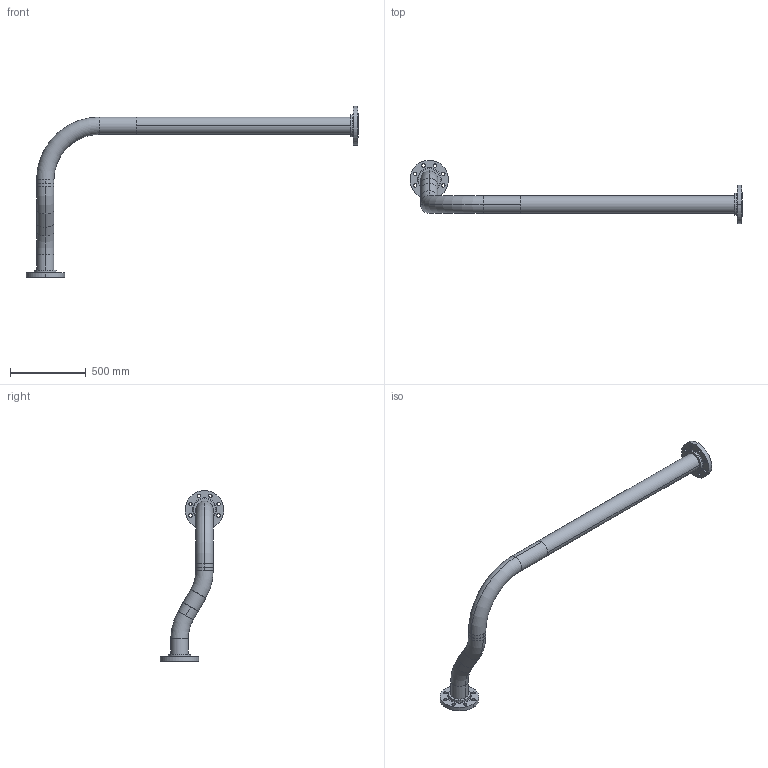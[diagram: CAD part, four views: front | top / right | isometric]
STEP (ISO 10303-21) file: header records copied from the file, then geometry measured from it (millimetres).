
FILE_DESCRIPTION (( 'STEP AP203' ), '1' );
FILE_NAME ('13-2919-3_REV_.step', '2026-01-19T23:25:13', ( '' ), ( '' ), 'SwSTEP 2.0', 'SolidWorks 2025', '' );
FILE_SCHEMA (( 'CONFIG_CONTROL_DESIGN' ));
Length unit declared in the file: millimetre
Products named in the file (7): 13-2919-3_REV_; J003435-67_Default<As Machined>; J003435-67-10_Default<As Machined>; J003435-67-15_Default<As Machined>; OEM-100-300-SO-316L; 13-2919-3-2_Default<As Machined>
Assembly tree (7 placements, depth 2):
  13-2919-3_REV_
    13-2919-3-2_Default<As Machined>
    J003435-67_Default<As Machined>
    OEM-100-300-SO-316L  x2
    J003435-67-15_Default<As Machined>
    J003435-67-10_Default<As Machined>
    J003435-67-10_Default<As Machined>
Bounding box: 2187 x 419 x 1127 mm (x, y, z)
Volume: 11368073.9 mm3; surface area: 3292688.4 mm2
Topology: 7 solids, 7 shells, 138 faces, 324 edges, 204 vertices
Faces by surface type: cylinder 92, torus 28, plane 18
Entity records: 3949 total; most frequent: DIRECTION 664, CARTESIAN_POINT 520, ORIENTED_EDGE 496, AXIS2_PLACEMENT_3D 298, EDGE_CURVE 248, CIRCLE 180, VERTEX_POINT 154, EDGE_LOOP 138
